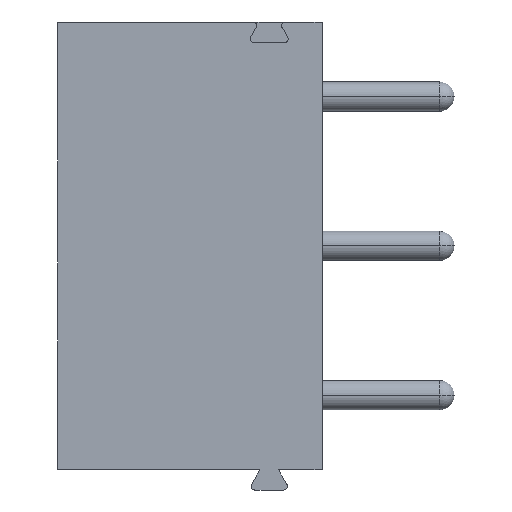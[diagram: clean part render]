
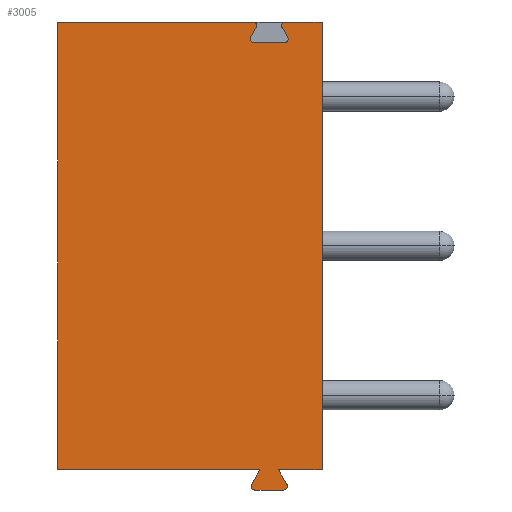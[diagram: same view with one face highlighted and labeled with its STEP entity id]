
A CAD part, front view. The second image highlights one B-rep face of the part: STEP entity #3005.
In plain terms, the highlighted planar face has unit normal (0, -1, 0).
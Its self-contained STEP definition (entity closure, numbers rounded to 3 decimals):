
#21=DIRECTION('',(1.,0.,0.));
#22=VECTOR('',#21,6.644);
#23=CARTESIAN_POINT('',(-4.5,-6.25,12.7));
#24=LINE('',#23,#22);
#45=DIRECTION('',(1.,0.,0.));
#46=VECTOR('',#45,1.244);
#47=CARTESIAN_POINT('',(3.256,-6.25,12.7));
#48=LINE('',#47,#46);
#89=DIRECTION('',(0.,0.,1.));
#90=VECTOR('',#89,4.1);
#91=CARTESIAN_POINT('',(-4.5,-6.25,8.11));
#92=LINE('',#91,#90);
#93=DIRECTION('',(0.,0.,-1.));
#94=VECTOR('',#93,0.49);
#95=CARTESIAN_POINT('',(-4.5,-6.25,12.7));
#96=LINE('',#95,#94);
#97=CARTESIAN_POINT('',(2.144,-6.25,12.571));
#98=DIRECTION('',(0.,-1.,0.));
#99=DIRECTION('',(0.866,0.,-0.5));
#100=AXIS2_PLACEMENT_3D('',#97,#98,#99);
#102=DIRECTION('',(-0.5,0.,-0.866));
#103=VECTOR('',#102,0.362);
#104=CARTESIAN_POINT('',(2.256,-6.25,12.507));
#105=LINE('',#104,#103);
#106=CARTESIAN_POINT('',(2.187,-6.25,12.129));
#107=DIRECTION('',(0.,-1.,0.));
#108=DIRECTION('',(-0.866,0.,0.5));
#109=AXIS2_PLACEMENT_3D('',#106,#107,#108);
#111=DIRECTION('',(1.,0.,0.));
#112=VECTOR('',#111,1.026);
#113=CARTESIAN_POINT('',(2.187,-6.25,12.));
#114=LINE('',#113,#112);
#115=CARTESIAN_POINT('',(3.213,-6.25,12.129));
#116=DIRECTION('',(0.,-1.,0.));
#117=DIRECTION('',(0.,0.,-1.));
#118=AXIS2_PLACEMENT_3D('',#115,#116,#117);
#120=DIRECTION('',(-0.5,0.,0.866));
#121=VECTOR('',#120,0.362);
#122=CARTESIAN_POINT('',(3.325,-6.25,12.193));
#123=LINE('',#122,#121);
#124=CARTESIAN_POINT('',(3.256,-6.25,12.571));
#125=DIRECTION('',(0.,-1.,0.));
#126=DIRECTION('',(0.,0.,1.));
#127=AXIS2_PLACEMENT_3D('',#124,#125,#126);
#129=DIRECTION('',(-0.5,0.,0.866));
#130=VECTOR('',#129,0.568);
#131=CARTESIAN_POINT('',(3.298,-6.25,-3.032));
#132=LINE('',#131,#130);
#133=CARTESIAN_POINT('',(3.187,-6.25,-3.096));
#134=DIRECTION('',(0.,-1.,0.));
#135=DIRECTION('',(0.,0.,-1.));
#136=AXIS2_PLACEMENT_3D('',#133,#134,#135);
#138=DIRECTION('',(1.,0.,0.));
#139=VECTOR('',#138,0.975);
#140=CARTESIAN_POINT('',(2.212,-6.25,-3.225));
#141=LINE('',#140,#139);
#142=CARTESIAN_POINT('',(2.212,-6.25,-3.096));
#143=DIRECTION('',(0.,-1.,0.));
#144=DIRECTION('',(-0.866,0.,0.5));
#145=AXIS2_PLACEMENT_3D('',#142,#143,#144);
#147=DIRECTION('',(-0.5,0.,-0.866));
#148=VECTOR('',#147,0.568);
#149=CARTESIAN_POINT('',(2.384,-6.25,-2.54));
#150=LINE('',#149,#148);
#151=DIRECTION('',(0.,0.,-1.));
#152=VECTOR('',#151,0.49);
#153=CARTESIAN_POINT('',(-4.5,-6.25,-2.05));
#154=LINE('',#153,#152);
#155=DIRECTION('',(0.,0.,1.));
#156=VECTOR('',#155,4.1);
#157=CARTESIAN_POINT('',(-4.5,-6.25,-2.05));
#158=LINE('',#157,#156);
#159=DIRECTION('',(0.,0.,-1.));
#160=VECTOR('',#159,0.98);
#161=CARTESIAN_POINT('',(-4.5,-6.25,3.03));
#162=LINE('',#161,#160);
#163=DIRECTION('',(0.,0.,1.));
#164=VECTOR('',#163,4.1);
#165=CARTESIAN_POINT('',(-4.5,-6.25,3.03));
#166=LINE('',#165,#164);
#167=DIRECTION('',(0.,0.,-1.));
#168=VECTOR('',#167,0.98);
#169=CARTESIAN_POINT('',(-4.5,-6.25,8.11));
#170=LINE('',#169,#168);
#877=DIRECTION('',(1.,0.,0.));
#878=VECTOR('',#877,1.486);
#879=CARTESIAN_POINT('',(3.014,-6.25,-2.54));
#880=LINE('',#879,#878);
#901=DIRECTION('',(1.,0.,0.));
#902=VECTOR('',#901,6.884);
#903=CARTESIAN_POINT('',(-4.5,-6.25,-2.54));
#904=LINE('',#903,#902);
#947=DIRECTION('',(0.,0.,-1.));
#948=VECTOR('',#947,15.24);
#949=CARTESIAN_POINT('',(4.5,-6.25,12.7));
#950=LINE('',#949,#948);
#2280=CARTESIAN_POINT('',(-4.5,-6.25,12.7));
#2281=VERTEX_POINT('',#2280);
#2282=CARTESIAN_POINT('',(4.5,-6.25,12.7));
#2284=VERTEX_POINT('',#2282);
#2292=CARTESIAN_POINT('',(-4.5,-6.25,-2.54));
#2293=VERTEX_POINT('',#2292);
#2294=CARTESIAN_POINT('',(4.5,-6.25,-2.54));
#2296=VERTEX_POINT('',#2294);
#2300=CARTESIAN_POINT('',(3.187,-6.25,
-3.225));
#2301=CARTESIAN_POINT('',(3.298,-6.25,
-3.032));
#2302=VERTEX_POINT('',#2300);
#2303=VERTEX_POINT('',#2301);
#2304=CARTESIAN_POINT('',(2.1,-6.25,
-3.032));
#2305=CARTESIAN_POINT('',(2.212,-6.25,
-3.225));
#2306=VERTEX_POINT('',#2304);
#2307=VERTEX_POINT('',#2305);
#2320=CARTESIAN_POINT('',(3.014,-6.25,-2.54));
#2321=VERTEX_POINT('',#2320);
#2322=CARTESIAN_POINT('',(2.384,-6.25,-2.54));
#2323=VERTEX_POINT('',#2322);
#2340=CARTESIAN_POINT('',(2.144,-6.25,12.7));
#2341=VERTEX_POINT('',#2340);
#2342=CARTESIAN_POINT('',(3.256,-6.25,12.7));
#2343=VERTEX_POINT('',#2342);
#2344=CARTESIAN_POINT('',(2.256,-6.25,12.507));
#2345=VERTEX_POINT('',#2344);
#2346=CARTESIAN_POINT('',(2.075,-6.25,12.193));
#2347=VERTEX_POINT('',#2346);
#2348=CARTESIAN_POINT('',(2.187,-6.25,12.));
#2349=VERTEX_POINT('',#2348);
#2350=CARTESIAN_POINT('',(3.213,-6.25,12.));
#2351=VERTEX_POINT('',#2350);
#2352=CARTESIAN_POINT('',(3.325,-6.25,12.193));
#2353=VERTEX_POINT('',#2352);
#2354=CARTESIAN_POINT('',(3.144,-6.25,12.507));
#2355=VERTEX_POINT('',#2354);
#2376=CARTESIAN_POINT('',(-4.5,-6.25,-2.05));
#2377=VERTEX_POINT('',#2376);
#2378=CARTESIAN_POINT('',(-4.5,-6.25,2.05));
#2379=VERTEX_POINT('',#2378);
#2550=CARTESIAN_POINT('',(-4.5,-6.25,3.03));
#2551=VERTEX_POINT('',#2550);
#2554=CARTESIAN_POINT('',(-4.5,-6.25,7.13));
#2555=VERTEX_POINT('',#2554);
#2730=CARTESIAN_POINT('',(-4.5,-6.25,8.11));
#2731=VERTEX_POINT('',#2730);
#2734=CARTESIAN_POINT('',(-4.5,-6.25,12.21));
#2735=VERTEX_POINT('',#2734);
#2953=CARTESIAN_POINT('',(-4.5,-6.25,12.7));
#2954=DIRECTION('',(0.,-1.,0.));
#2955=DIRECTION('',(1.,0.,0.));
#2956=AXIS2_PLACEMENT_3D('',#2953,#2954,#2955);
#2957=PLANE('',#2956);
#2959=ORIENTED_EDGE('',*,*,#2958,.T.);
#2961=ORIENTED_EDGE('',*,*,#2960,.F.);
#2962=ORIENTED_EDGE('',*,*,#2897,.T.);
#2964=ORIENTED_EDGE('',*,*,#2963,.F.);
#2966=ORIENTED_EDGE('',*,*,#2965,.T.);
#2968=ORIENTED_EDGE('',*,*,#2967,.T.);
#2970=ORIENTED_EDGE('',*,*,#2969,.T.);
#2972=ORIENTED_EDGE('',*,*,#2971,.T.);
#2974=ORIENTED_EDGE('',*,*,#2973,.T.);
#2975=ORIENTED_EDGE('',*,*,#2945,.F.);
#2976=ORIENTED_EDGE('',*,*,#2909,.T.);
#2978=ORIENTED_EDGE('',*,*,#2977,.T.);
#2980=ORIENTED_EDGE('',*,*,#2979,.F.);
#2982=ORIENTED_EDGE('',*,*,#2981,.F.);
#2984=ORIENTED_EDGE('',*,*,#2983,.F.);
#2986=ORIENTED_EDGE('',*,*,#2985,.F.);
#2988=ORIENTED_EDGE('',*,*,#2987,.F.);
#2990=ORIENTED_EDGE('',*,*,#2989,.F.);
#2992=ORIENTED_EDGE('',*,*,#2991,.F.);
#2994=ORIENTED_EDGE('',*,*,#2993,.F.);
#2996=ORIENTED_EDGE('',*,*,#2995,.T.);
#2998=ORIENTED_EDGE('',*,*,#2997,.F.);
#3000=ORIENTED_EDGE('',*,*,#2999,.T.);
#3002=ORIENTED_EDGE('',*,*,#3001,.F.);
#3003=EDGE_LOOP('',(#2959,#2961,#2962,#2964,#2966,#2968,#2970,#2972,#2974,#2975,
#2976,#2978,#2980,#2982,#2984,#2986,#2988,#2990,#2992,#2994,#2996,#2998,#3000,
#3002));
#3004=FACE_OUTER_BOUND('',#3003,.F.);
#101=CIRCLE('',#100,0.129);
#110=CIRCLE('',#109,0.129);
#119=CIRCLE('',#118,0.129);
#128=CIRCLE('',#127,0.129);
#137=CIRCLE('',#136,0.129);
#146=CIRCLE('',#145,0.129);
#2897=EDGE_CURVE('',#2281,#2341,#24,.T.);
#2909=EDGE_CURVE('',#2343,#2284,#48,.T.);
#2945=EDGE_CURVE('',#2343,#2355,#128,.T.);
#2958=EDGE_CURVE('',#2731,#2735,#92,.T.);
#2960=EDGE_CURVE('',#2281,#2735,#96,.T.);
#2963=EDGE_CURVE('',#2345,#2341,#101,.T.);
#2965=EDGE_CURVE('',#2345,#2347,#105,.T.);
#2967=EDGE_CURVE('',#2347,#2349,#110,.T.);
#2969=EDGE_CURVE('',#2349,#2351,#114,.T.);
#2971=EDGE_CURVE('',#2351,#2353,#119,.T.);
#2973=EDGE_CURVE('',#2353,#2355,#123,.T.);
#2977=EDGE_CURVE('',#2284,#2296,#950,.T.);
#2979=EDGE_CURVE('',#2321,#2296,#880,.T.);
#2981=EDGE_CURVE('',#2303,#2321,#132,.T.);
#2983=EDGE_CURVE('',#2302,#2303,#137,.T.);
#2985=EDGE_CURVE('',#2307,#2302,#141,.T.);
#2987=EDGE_CURVE('',#2306,#2307,#146,.T.);
#2989=EDGE_CURVE('',#2323,#2306,#150,.T.);
#2991=EDGE_CURVE('',#2293,#2323,#904,.T.);
#2993=EDGE_CURVE('',#2377,#2293,#154,.T.);
#2995=EDGE_CURVE('',#2377,#2379,#158,.T.);
#2997=EDGE_CURVE('',#2551,#2379,#162,.T.);
#2999=EDGE_CURVE('',#2551,#2555,#166,.T.);
#3001=EDGE_CURVE('',#2731,#2555,#170,.T.);
#3005=ADVANCED_FACE('',(#3004),#2957,.T.);
